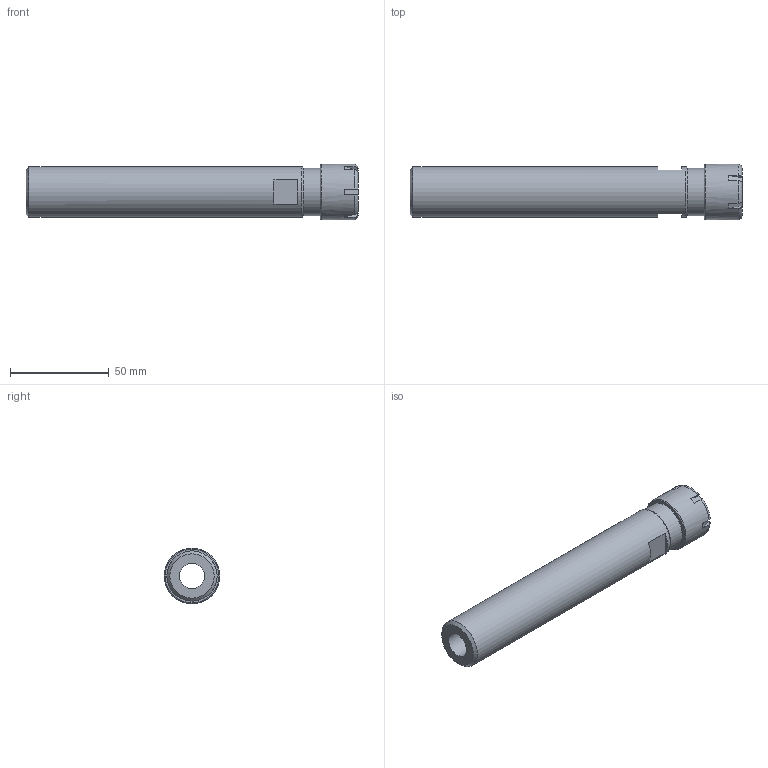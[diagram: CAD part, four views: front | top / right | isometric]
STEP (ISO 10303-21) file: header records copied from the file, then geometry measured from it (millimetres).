
FILE_DESCRIPTION(/* description */ (''),/* implementation_level */ '2;1');
FILE_NAME(/* name */ 'S100-ER20M-0552.stp',/* time_stamp */ '2019-06-17T15:14:19-05:00',/* author */ ('ldfli'),/* organization */ (''),/* preprocessor_version */ 'ST-DEVELOPER v18',/* originating_system */ 'Autodesk Inventor LT',/* authorisation */ '');
FILE_SCHEMA (('AUTOMOTIVE_DESIGN { 1 0 10303 214 3 1 1 }'));
Length unit declared in the file: millimetre
Products named in the file (1): S100-ER20M-0552
Bounding box: 167.89 x 28.1 x 28.1 mm (x, y, z)
Volume: 59695.4 mm3; surface area: 23464.9 mm2
Topology: 2 solids, 2 shells, 63 faces, 179 edges, 127 vertices
Faces by surface type: plane 34, torus 12, cylinder 10, cone 7
Full cylindrical faces by diameter (mm): 12.751 x1, 14.5 x1, 15.782 x1, 20.2 x1, 21.76 x1, 22.6 x1, 24 x1, 25 x1, 25.4 x1, 28.1 x1
Entity records: 2268 total; most frequent: CARTESIAN_POINT 478, DIRECTION 394, ORIENTED_EDGE 358, EDGE_CURVE 179, AXIS2_PLACEMENT_3D 163, VERTEX_POINT 127, CIRCLE 92, EDGE_LOOP 74
